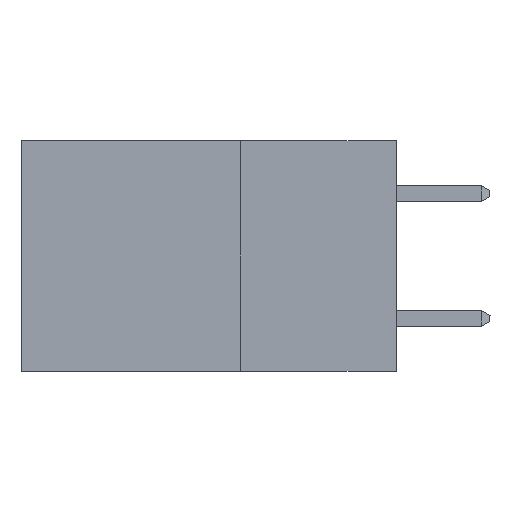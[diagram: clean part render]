
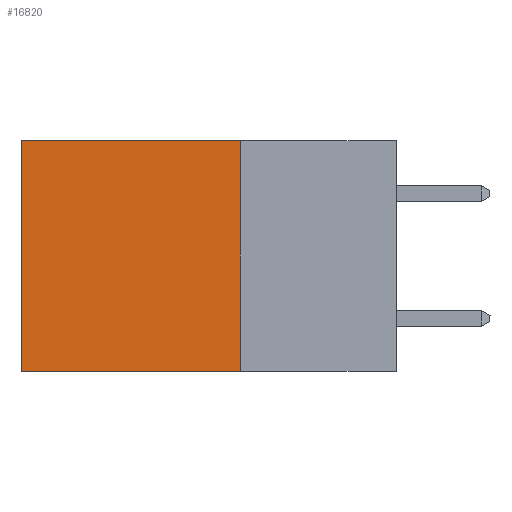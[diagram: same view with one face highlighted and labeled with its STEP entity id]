
A CAD part, left-side view. The second image highlights one B-rep face of the part: STEP entity #16820.
In plain terms, the highlighted planar face has unit normal (-1, 0, 0).
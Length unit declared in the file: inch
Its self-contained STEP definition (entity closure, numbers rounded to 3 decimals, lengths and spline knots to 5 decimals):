
#119 = DIRECTION ( 'NONE',  ( 0., 1., 0. ) ) ;
#397 = CARTESIAN_POINT ( 'NONE',  ( 0.298, 0.25, 0. ) ) ;
#993 = EDGE_LOOP ( 'NONE', ( #4822, #3717, #6831, #15712 ) ) ;
#1997 = VERTEX_POINT ( 'NONE', #3051 ) ;
#2157 = DIRECTION ( 'NONE',  ( 0., 0., -1. ) ) ;
#3051 = CARTESIAN_POINT ( 'NONE',  ( 0.298, 0.25, 0. ) ) ;
#3135 = VERTEX_POINT ( 'NONE', #11646 ) ;
#3717 = ORIENTED_EDGE ( 'NONE', *, *, #4438, .F. ) ;
#3928 = CARTESIAN_POINT ( 'NONE',  ( 0.298, 0.25, -0.37 ) ) ;
#4438 = EDGE_CURVE ( 'NONE', #12196, #9126, #11979, .T. ) ;
#4666 = EDGE_CURVE ( 'NONE', #1997, #12196, #11166, .T. ) ;
#4800 = CARTESIAN_POINT ( 'NONE',  ( 0.298, 0.6, -0.37 ) ) ;
#4822 = ORIENTED_EDGE ( 'NONE', *, *, #18770, .T. ) ;
#5582 = DIRECTION ( 'NONE',  ( 0., 1., 0. ) ) ;
#5665 = CARTESIAN_POINT ( 'NONE',  ( 0.298, 0.25, -0.37 ) ) ;
#6831 = ORIENTED_EDGE ( 'NONE', *, *, #4666, .F. ) ;
#7389 = VECTOR ( 'NONE', #119, 39.37008 ) ;
#8900 = AXIS2_PLACEMENT_3D ( 'NONE', #12696, #19508, #14590 ) ;
#9004 = DIRECTION ( 'NONE',  ( 0., 0., -1. ) ) ;
#9126 = VERTEX_POINT ( 'NONE', #4800 ) ;
#9559 = EDGE_CURVE ( 'NONE', #1997, #3135, #12856, .T. ) ;
#11166 = LINE ( 'NONE', #397, #20769 ) ;
#11646 = CARTESIAN_POINT ( 'NONE',  ( 0.298, 0.6, 0. ) ) ;
#11765 = VECTOR ( 'NONE', #9004, 39.37008 ) ;
#11890 = CARTESIAN_POINT ( 'NONE',  ( 0.298, 0.25, 0. ) ) ;
#11979 = LINE ( 'NONE', #3928, #15353 ) ;
#12196 = VERTEX_POINT ( 'NONE', #5665 ) ;
#12696 = CARTESIAN_POINT ( 'NONE',  ( 0.298, 0.25, 0. ) ) ;
#12849 = PLANE ( 'NONE',  #8900 ) ;
#12856 = LINE ( 'NONE', #11890, #7389 ) ;
#13585 = FACE_OUTER_BOUND ( 'NONE', #993, .T. ) ;
#14590 = DIRECTION ( 'NONE',  ( 0., 0., -1. ) ) ;
#15353 = VECTOR ( 'NONE', #5582, 39.37008 ) ;
#15712 = ORIENTED_EDGE ( 'NONE', *, *, #9559, .T. ) ;
#16154 = LINE ( 'NONE', #17137, #11765 ) ;
#16820 = ADVANCED_FACE ( 'NONE', ( #13585 ), #12849, .F. ) ;
#17137 = CARTESIAN_POINT ( 'NONE',  ( 0.298, 0.6, 0. ) ) ;
#18770 = EDGE_CURVE ( 'NONE', #3135, #9126, #16154, .T. ) ;
#19508 = DIRECTION ( 'NONE',  ( 1., 0., 0. ) ) ;
#20769 = VECTOR ( 'NONE', #2157, 39.37008 ) ;
